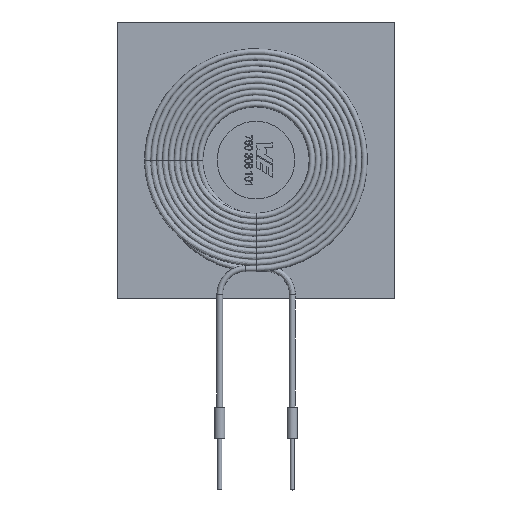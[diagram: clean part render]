
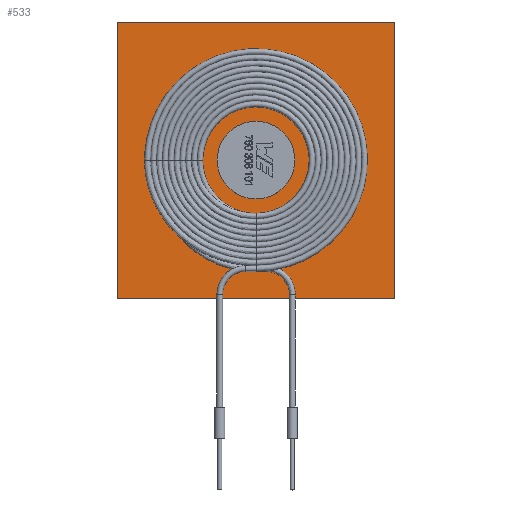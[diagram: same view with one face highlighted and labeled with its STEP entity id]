
A CAD part, top view. The second image highlights one B-rep face of the part: STEP entity #533.
In plain terms, the highlighted planar face has unit normal (0, 0, 1).
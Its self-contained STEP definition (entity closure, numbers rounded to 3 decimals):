
#533 = ADVANCED_FACE( '', ( #1132 ), #1133, .T. );
#1132 = FACE_OUTER_BOUND( '', #6344, .T. );
#1133 = PLANE( '', #6345 );
#6344 = EDGE_LOOP( '', ( #7583, #7584, #7585, #7586 ) );
#6345 = AXIS2_PLACEMENT_3D( '', #7587, #7588, #7589 );
#7583 = ORIENTED_EDGE( '', *, *, #7855, .T. );
#7584 = ORIENTED_EDGE( '', *, *, #7955, .T. );
#7585 = ORIENTED_EDGE( '', *, *, #7795, .T. );
#7586 = ORIENTED_EDGE( '', *, *, #8002, .T. );
#7587 = CARTESIAN_POINT( '', ( -26.65, -26.65, 0. ) );
#7588 = DIRECTION( '', ( 0., 0., 1. ) );
#7589 = DIRECTION( '', ( 1., 0., 0. ) );
#7795 = EDGE_CURVE( '', #8372, #8373, #8374, .T. );
#7855 = EDGE_CURVE( '', #8457, #8458, #8459, .T. );
#7955 = EDGE_CURVE( '', #8458, #8372, #8594, .T. );
#8002 = EDGE_CURVE( '', #8373, #8457, #8647, .T. );
#8372 = VERTEX_POINT( '', #9415 );
#8373 = VERTEX_POINT( '', #9416 );
#8374 = LINE( '', #9417, #9418 );
#8457 = VERTEX_POINT( '', #9576 );
#8458 = VERTEX_POINT( '', #9577 );
#8459 = LINE( '', #9578, #9579 );
#8594 = LINE( '', #10109, #10110 );
#8647 = LINE( '', #10400, #10401 );
#9415 = CARTESIAN_POINT( '', ( 26.65, -26.65, 0. ) );
#9416 = CARTESIAN_POINT( '', ( 26.65, 26.65, 0. ) );
#9417 = CARTESIAN_POINT( '', ( 26.65, -26.65, 0. ) );
#9418 = VECTOR( '', #10734, 1000. );
#9576 = CARTESIAN_POINT( '', ( -26.65, 26.65, 0. ) );
#9577 = CARTESIAN_POINT( '', ( -26.65, -26.65, 0. ) );
#9578 = CARTESIAN_POINT( '', ( -26.65, 26.65, 0. ) );
#9579 = VECTOR( '', #10780, 1000. );
#10109 = CARTESIAN_POINT( '', ( -26.65, -26.65, 0. ) );
#10110 = VECTOR( '', #10845, 1000. );
#10400 = CARTESIAN_POINT( '', ( 26.65, 26.65, 0. ) );
#10401 = VECTOR( '', #10862, 1000. );
#10734 = DIRECTION( '', ( 0., 1., 0. ) );
#10780 = DIRECTION( '', ( 0., -1., 0. ) );
#10845 = DIRECTION( '', ( 1., 0., 0. ) );
#10862 = DIRECTION( '', ( -1., 0., 0. ) );
